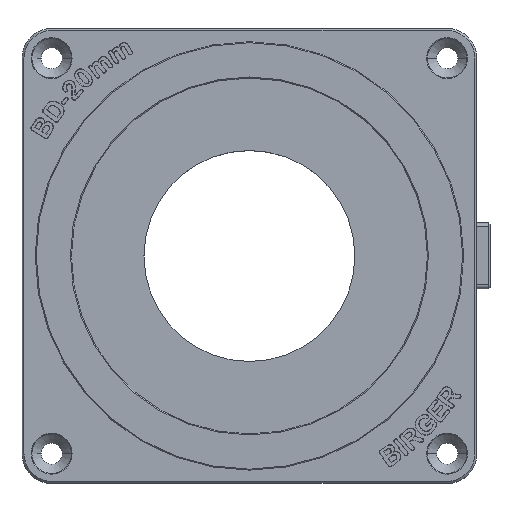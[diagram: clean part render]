
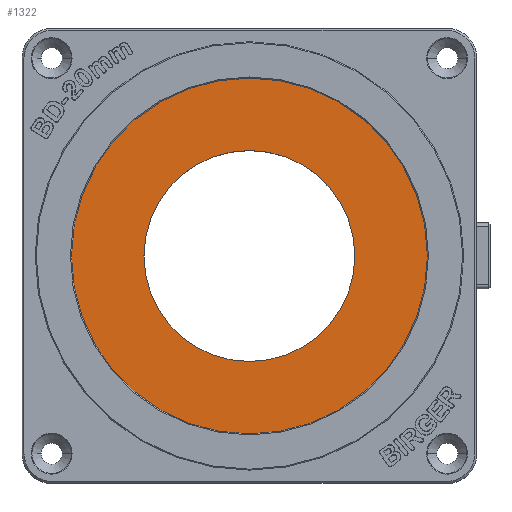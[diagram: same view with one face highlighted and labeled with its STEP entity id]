
A CAD part, top view. The second image highlights one B-rep face of the part: STEP entity #1322.
In plain terms, the highlighted planar face has unit normal (0, 0, 1).
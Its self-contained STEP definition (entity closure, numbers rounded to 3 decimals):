
#1322 = ADVANCED_FACE ( 'NONE', ( #38297, #4190 ), #22983, .F. ) ;
#3465 = CIRCLE ( 'NONE', #8725, 27. ) ;
#3783 = ORIENTED_EDGE ( 'NONE', *, *, #7622, .T. ) ;
#4190 = FACE_OUTER_BOUND ( 'NONE', #14775, .T. ) ;
#4407 = EDGE_CURVE ( 'NONE', #39596, #12330, #13765, .T. ) ;
#6711 = AXIS2_PLACEMENT_3D ( 'NONE', #26318, #24241, #39959 ) ;
#7272 = DIRECTION ( 'NONE',  ( -1., 0., 0. ) ) ;
#7622 = EDGE_CURVE ( 'NONE', #14055, #22274, #35625, .T. ) ;
#8725 = AXIS2_PLACEMENT_3D ( 'NONE', #24984, #15063, #37202 ) ;
#11134 = DIRECTION ( 'NONE',  ( -1., 0., 0. ) ) ;
#11735 = AXIS2_PLACEMENT_3D ( 'NONE', #35402, #22581, #7272 ) ;
#12330 = VERTEX_POINT ( 'NONE', #33033 ) ;
#13765 = CIRCLE ( 'NONE', #38886, 16. ) ;
#14055 = VERTEX_POINT ( 'NONE', #16813 ) ;
#14062 = EDGE_CURVE ( 'NONE', #12330, #39596, #21902, .T. ) ;
#14775 = EDGE_LOOP ( 'NONE', ( #3783, #31430 ) ) ;
#15063 = DIRECTION ( 'NONE',  ( 0., 0., 1. ) ) ;
#16459 = EDGE_CURVE ( 'NONE', #22274, #14055, #3465, .T. ) ;
#16813 = CARTESIAN_POINT ( 'NONE',  ( 27., 0., 5. ) ) ;
#19666 = EDGE_LOOP ( 'NONE', ( #24965, #26835 ) ) ;
#21100 = AXIS2_PLACEMENT_3D ( 'NONE', #28764, #29983, #11134 ) ;
#21902 = CIRCLE ( 'NONE', #6711, 16. ) ;
#22274 = VERTEX_POINT ( 'NONE', #32103 ) ;
#22435 = DIRECTION ( 'NONE',  ( -1., 0., 0. ) ) ;
#22581 = DIRECTION ( 'NONE',  ( 0., 0., -1. ) ) ;
#22983 = PLANE ( 'NONE',  #11735 ) ;
#24241 = DIRECTION ( 'NONE',  ( 0., 0., -1. ) ) ;
#24385 = CARTESIAN_POINT ( 'NONE',  ( -16., 0., 5. ) ) ;
#24965 = ORIENTED_EDGE ( 'NONE', *, *, #14062, .T. ) ;
#24984 = CARTESIAN_POINT ( 'NONE',  ( 0., 0., 5. ) ) ;
#26318 = CARTESIAN_POINT ( 'NONE',  ( 0., 0., 5. ) ) ;
#26835 = ORIENTED_EDGE ( 'NONE', *, *, #4407, .T. ) ;
#28445 = CARTESIAN_POINT ( 'NONE',  ( 0., 0., 5. ) ) ;
#28764 = CARTESIAN_POINT ( 'NONE',  ( 0., 0., 5. ) ) ;
#29983 = DIRECTION ( 'NONE',  ( 0., 0., 1. ) ) ;
#31430 = ORIENTED_EDGE ( 'NONE', *, *, #16459, .T. ) ;
#32103 = CARTESIAN_POINT ( 'NONE',  ( -27., 0., 5. ) ) ;
#33033 = CARTESIAN_POINT ( 'NONE',  ( 16., 0., 5. ) ) ;
#35402 = CARTESIAN_POINT ( 'NONE',  ( 23.5, -30., 5. ) ) ;
#35625 = CIRCLE ( 'NONE', #21100, 27. ) ;
#37202 = DIRECTION ( 'NONE',  ( -1., 0., 0. ) ) ;
#38155 = DIRECTION ( 'NONE',  ( 0., 0., -1. ) ) ;
#38297 = FACE_BOUND ( 'NONE', #19666, .T. ) ;
#38886 = AXIS2_PLACEMENT_3D ( 'NONE', #28445, #38155, #22435 ) ;
#39596 = VERTEX_POINT ( 'NONE', #24385 ) ;
#39959 = DIRECTION ( 'NONE',  ( -1., 0., 0. ) ) ;
